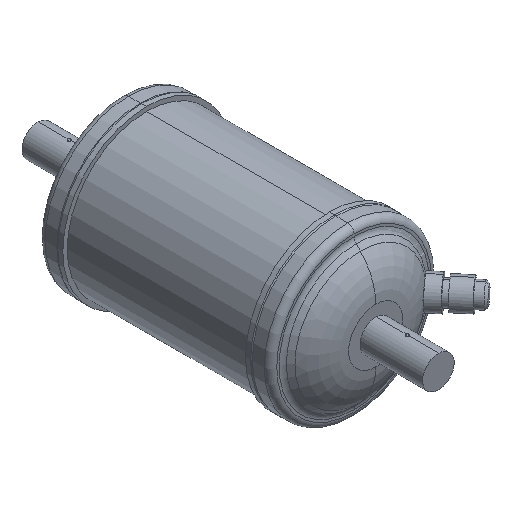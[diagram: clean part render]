
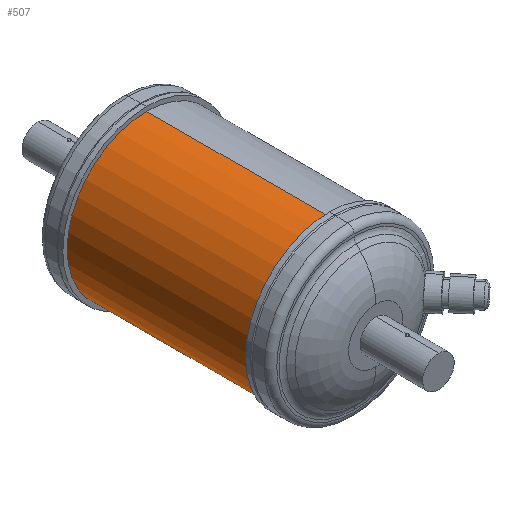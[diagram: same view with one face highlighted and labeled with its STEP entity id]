
A CAD part, isometric view. The second image highlights one B-rep face of the part: STEP entity #507.
In plain terms, the highlighted cylindrical face has radius 31.75 mm (diameter 63.5 mm), a partial arc.
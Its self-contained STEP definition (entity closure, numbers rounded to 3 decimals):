
#21 = ORIENTED_EDGE ( 'NONE', *, *, #2044, .T. ) ;
#49 = ORIENTED_EDGE ( 'NONE', *, *, #876, .F. ) ;
#59 = EDGE_CURVE ( 'NONE', #625, #2552, #1436, .T. ) ;
#232 = CIRCLE ( 'NONE', #887, 31.75 ) ;
#273 = EDGE_LOOP ( 'NONE', ( #1871, #311, #21, #49 ) ) ;
#291 = FACE_OUTER_BOUND ( 'NONE', #273, .T. ) ;
#311 = ORIENTED_EDGE ( 'NONE', *, *, #59, .F. ) ;
#470 = LINE ( 'NONE', #1055, #869 ) ;
#484 = EDGE_CURVE ( 'NONE', #2552, #1782, #470, .T. ) ;
#507 = ADVANCED_FACE ( 'NONE', ( #291 ), #1084, .T. ) ;
#625 = VERTEX_POINT ( 'NONE', #2086 ) ;
#641 = DIRECTION ( 'NONE',  ( 0., -1., 0. ) ) ;
#689 = AXIS2_PLACEMENT_3D ( 'NONE', #1039, #641, #868 ) ;
#722 = DIRECTION ( 'NONE',  ( 0., -1., 0. ) ) ;
#765 = CARTESIAN_POINT ( 'NONE',  ( 0., -36.5, 0. ) ) ;
#868 = DIRECTION ( 'NONE',  ( 0., 0., -1. ) ) ;
#869 = VECTOR ( 'NONE', #1873, 1000. ) ;
#876 = EDGE_CURVE ( 'NONE', #1782, #2202, #232, .T. ) ;
#887 = AXIS2_PLACEMENT_3D ( 'NONE', #765, #1722, #1191 ) ;
#1039 = CARTESIAN_POINT ( 'NONE',  ( 0., 44.25, 0. ) ) ;
#1055 = CARTESIAN_POINT ( 'NONE',  ( 0., 44.25, 31.75 ) ) ;
#1084 = CYLINDRICAL_SURFACE ( 'NONE', #689, 31.75 ) ;
#1105 = LINE ( 'NONE', #2488, #1793 ) ;
#1191 = DIRECTION ( 'NONE',  ( 0., 0., -1. ) ) ;
#1436 = CIRCLE ( 'NONE', #2437, 31.75 ) ;
#1475 = CARTESIAN_POINT ( 'NONE',  ( 0., 36.5, 31.75 ) ) ;
#1722 = DIRECTION ( 'NONE',  ( 0., -1., 0. ) ) ;
#1782 = VERTEX_POINT ( 'NONE', #2000 ) ;
#1793 = VECTOR ( 'NONE', #722, 1000. ) ;
#1871 = ORIENTED_EDGE ( 'NONE', *, *, #484, .F. ) ;
#1873 = DIRECTION ( 'NONE',  ( 0., -1., 0. ) ) ;
#1927 = CARTESIAN_POINT ( 'NONE',  ( 0., -36.5, -31.75 ) ) ;
#2000 = CARTESIAN_POINT ( 'NONE',  ( 0., -36.5, 31.75 ) ) ;
#2044 = EDGE_CURVE ( 'NONE', #625, #2202, #1105, .T. ) ;
#2085 = DIRECTION ( 'NONE',  ( 0., 1., 0. ) ) ;
#2086 = CARTESIAN_POINT ( 'NONE',  ( 0., 36.5, -31.75 ) ) ;
#2202 = VERTEX_POINT ( 'NONE', #1927 ) ;
#2263 = DIRECTION ( 'NONE',  ( 0., 0., 1. ) ) ;
#2275 = CARTESIAN_POINT ( 'NONE',  ( 0., 36.5, 0. ) ) ;
#2437 = AXIS2_PLACEMENT_3D ( 'NONE', #2275, #2085, #2263 ) ;
#2488 = CARTESIAN_POINT ( 'NONE',  ( 0., 44.25, -31.75 ) ) ;
#2552 = VERTEX_POINT ( 'NONE', #1475 ) ;
